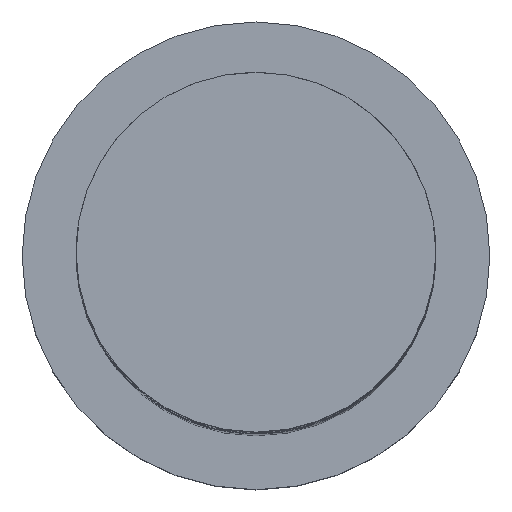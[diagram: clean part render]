
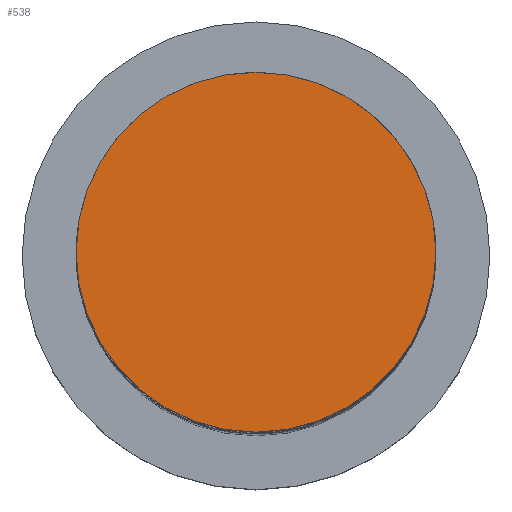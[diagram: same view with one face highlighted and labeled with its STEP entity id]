
A CAD part, top view. The second image highlights one B-rep face of the part: STEP entity #538.
In plain terms, the highlighted planar face has unit normal (0, 0, 1).
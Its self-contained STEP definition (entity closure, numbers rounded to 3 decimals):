
#30 = AXIS2_PLACEMENT_3D ( 'NONE', #93, #466, #1410 ) ;
#54 = AXIS2_PLACEMENT_3D ( 'NONE', #687, #1573, #580 ) ;
#93 = CARTESIAN_POINT ( 'NONE',  ( 0., 0., 125. ) ) ;
#151 = EDGE_LOOP ( 'NONE', ( #877, #815 ) ) ;
#221 = DIRECTION ( 'NONE',  ( 0., 0., 1. ) ) ;
#229 = DIRECTION ( 'NONE',  ( 1., 0., 0. ) ) ;
#335 = CARTESIAN_POINT ( 'NONE',  ( 0., 0., 125. ) ) ;
#466 = DIRECTION ( 'NONE',  ( 0., 0., 1. ) ) ;
#538 = ADVANCED_FACE ( 'NONE', ( #1557 ), #1184, .T. ) ;
#580 = DIRECTION ( 'NONE',  ( 1., 0., 0. ) ) ;
#687 = CARTESIAN_POINT ( 'NONE',  ( 0., 0., 125. ) ) ;
#736 = CIRCLE ( 'NONE', #54, 10. ) ;
#776 = VERTEX_POINT ( 'NONE', #1302 ) ;
#815 = ORIENTED_EDGE ( 'NONE', *, *, #917, .T. ) ;
#869 = EDGE_CURVE ( 'NONE', #942, #776, #981, .T. ) ;
#877 = ORIENTED_EDGE ( 'NONE', *, *, #869, .T. ) ;
#917 = EDGE_CURVE ( 'NONE', #776, #942, #736, .T. ) ;
#942 = VERTEX_POINT ( 'NONE', #1567 ) ;
#981 = CIRCLE ( 'NONE', #1279, 10. ) ;
#1184 = PLANE ( 'NONE',  #30 ) ;
#1279 = AXIS2_PLACEMENT_3D ( 'NONE', #335, #221, #229 ) ;
#1302 = CARTESIAN_POINT ( 'NONE',  ( 10., 0., 125. ) ) ;
#1410 = DIRECTION ( 'NONE',  ( 1., 0., 0. ) ) ;
#1557 = FACE_OUTER_BOUND ( 'NONE', #151, .T. ) ;
#1567 = CARTESIAN_POINT ( 'NONE',  ( -10., 0., 125. ) ) ;
#1573 = DIRECTION ( 'NONE',  ( 0., 0., 1. ) ) ;
